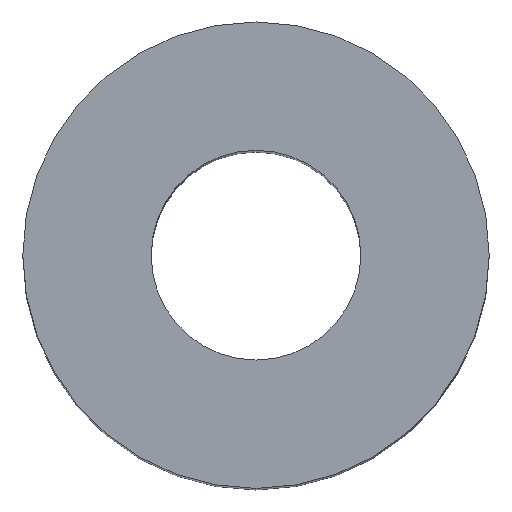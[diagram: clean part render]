
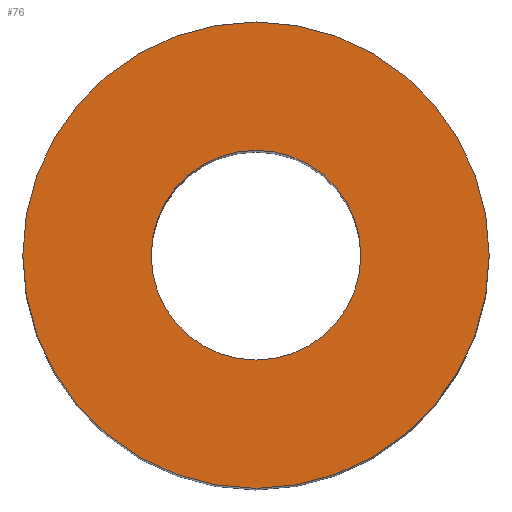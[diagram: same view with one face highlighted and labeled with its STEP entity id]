
A CAD part, top view. The second image highlights one B-rep face of the part: STEP entity #76.
In plain terms, the highlighted planar face has unit normal (0, 0, 1).
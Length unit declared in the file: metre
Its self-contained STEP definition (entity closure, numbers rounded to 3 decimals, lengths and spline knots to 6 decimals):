
#23=ORIENTED_EDGE('',*,*,#32,.T.);
#24=ORIENTED_EDGE('',*,*,#31,.T.);
#31=EDGE_CURVE('',#37,#37,#43,.T.);
#32=EDGE_CURVE('',#38,#38,#44,.T.);
#37=VERTEX_POINT('',#143);
#38=VERTEX_POINT('',#146);
#43=CIRCLE('',#99,0.00278);
#44=CIRCLE('',#101,0.00125);
#53=EDGE_LOOP('',(#23));
#54=EDGE_LOOP('',(#24));
#65=FACE_BOUND('',#53,.T.);
#66=FACE_BOUND('',#54,.T.);
#71=PLANE('',#100);
#76=ADVANCED_FACE('',(#65,#66),#71,.T.);
#99=AXIS2_PLACEMENT_3D('',#142,#121,#122);
#100=AXIS2_PLACEMENT_3D('',#144,#123,#124);
#101=AXIS2_PLACEMENT_3D('',#145,#125,#126);
#121=DIRECTION('',(0.,0.,1.));
#122=DIRECTION('',(1.,0.,0.));
#123=DIRECTION('',(0.,0.,1.));
#124=DIRECTION('',(1.,0.,0.));
#125=DIRECTION('',(0.,0.,-1.));
#126=DIRECTION('',(-1.,0.,0.));
#142=CARTESIAN_POINT('',(0.,0.,0.011));
#143=CARTESIAN_POINT('',(0.00278,0.,0.011));
#144=CARTESIAN_POINT('',(0.00139,0.,0.011));
#145=CARTESIAN_POINT('',(0.,0.,0.011));
#146=CARTESIAN_POINT('',(-0.00125,0.,0.011));
